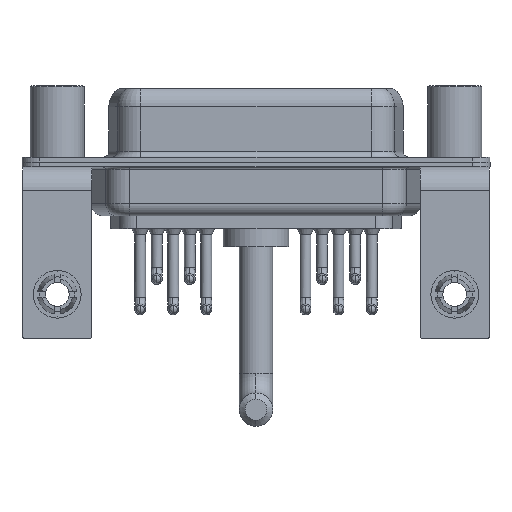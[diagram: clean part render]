
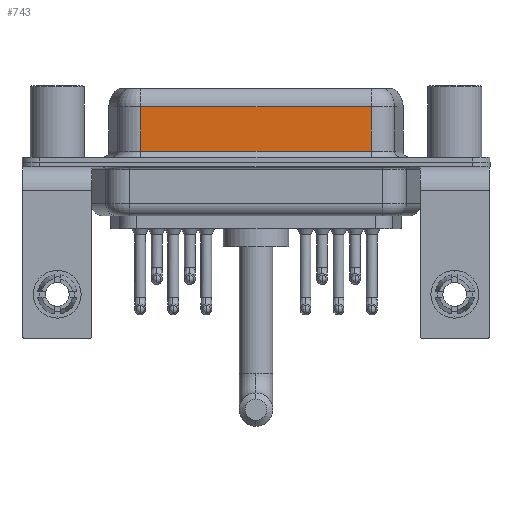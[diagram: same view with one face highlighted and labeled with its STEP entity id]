
A CAD part, front view. The second image highlights one B-rep face of the part: STEP entity #743.
In plain terms, the highlighted planar face has unit normal (0, -1, 0).
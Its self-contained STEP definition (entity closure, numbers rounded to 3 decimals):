
#259 = LINE ( 'NONE', #18032, #5769 ) ;
#561 = CARTESIAN_POINT ( 'NONE',  ( 26.287, -3.95, 0.9 ) ) ;
#743 = ADVANCED_FACE ( 'NONE', ( #15274 ), #22334, .F. ) ;
#791 = VERTEX_POINT ( 'NONE', #1892 ) ;
#1882 = DIRECTION ( 'NONE',  ( 0., 0., -1. ) ) ;
#1892 = CARTESIAN_POINT ( 'NONE',  ( 26.287, -3.95, 4.65 ) ) ;
#2704 = DIRECTION ( 'NONE',  ( 1., 0., 0. ) ) ;
#5125 = VECTOR ( 'NONE', #11833, 1000. ) ;
#5769 = VECTOR ( 'NONE', #1882, 1000. ) ;
#6519 = CARTESIAN_POINT ( 'NONE',  ( 26.287, -3.95, 6.4 ) ) ;
#7447 = EDGE_CURVE ( 'NONE', #16582, #7516, #20309, .T. ) ;
#7516 = VERTEX_POINT ( 'NONE', #11401 ) ;
#7984 = VECTOR ( 'NONE', #11281, 1000. ) ;
#8308 = VECTOR ( 'NONE', #2704, 1000. ) ;
#9739 = CARTESIAN_POINT ( 'NONE',  ( 26.287, -3.95, 0.9 ) ) ;
#10519 = EDGE_LOOP ( 'NONE', ( #18295, #11464, #22530, #11249 ) ) ;
#11249 = ORIENTED_EDGE ( 'NONE', *, *, #16091, .T. ) ;
#11281 = DIRECTION ( 'NONE',  ( 0., 0., -1. ) ) ;
#11401 = CARTESIAN_POINT ( 'NONE',  ( 7.013, -3.95, 0.9 ) ) ;
#11464 = ORIENTED_EDGE ( 'NONE', *, *, #20373, .T. ) ;
#11833 = DIRECTION ( 'NONE',  ( -1., 0., 0. ) ) ;
#13558 = DIRECTION ( 'NONE',  ( 0., 1., 0. ) ) ;
#13577 = LINE ( 'NONE', #20627, #5125 ) ;
#13603 = VERTEX_POINT ( 'NONE', #561 ) ;
#14558 = CARTESIAN_POINT ( 'NONE',  ( 7.013, -3.95, 4.65 ) ) ;
#15274 = FACE_OUTER_BOUND ( 'NONE', #10519, .T. ) ;
#16091 = EDGE_CURVE ( 'NONE', #7516, #13603, #16548, .T. ) ;
#16496 = EDGE_CURVE ( 'NONE', #791, #13603, #259, .T. ) ;
#16548 = LINE ( 'NONE', #9739, #8308 ) ;
#16582 = VERTEX_POINT ( 'NONE', #14558 ) ;
#18032 = CARTESIAN_POINT ( 'NONE',  ( 26.287, -3.95, 6.4 ) ) ;
#18295 = ORIENTED_EDGE ( 'NONE', *, *, #16496, .F. ) ;
#18877 = DIRECTION ( 'NONE',  ( 0., 0., 1. ) ) ;
#20309 = LINE ( 'NONE', #22145, #7984 ) ;
#20373 = EDGE_CURVE ( 'NONE', #791, #16582, #13577, .T. ) ;
#20627 = CARTESIAN_POINT ( 'NONE',  ( 26.287, -3.95, 4.65 ) ) ;
#20838 = AXIS2_PLACEMENT_3D ( 'NONE', #6519, #13558, #18877 ) ;
#22145 = CARTESIAN_POINT ( 'NONE',  ( 7.013, -3.95, 6.4 ) ) ;
#22334 = PLANE ( 'NONE',  #20838 ) ;
#22530 = ORIENTED_EDGE ( 'NONE', *, *, #7447, .T. ) ;
